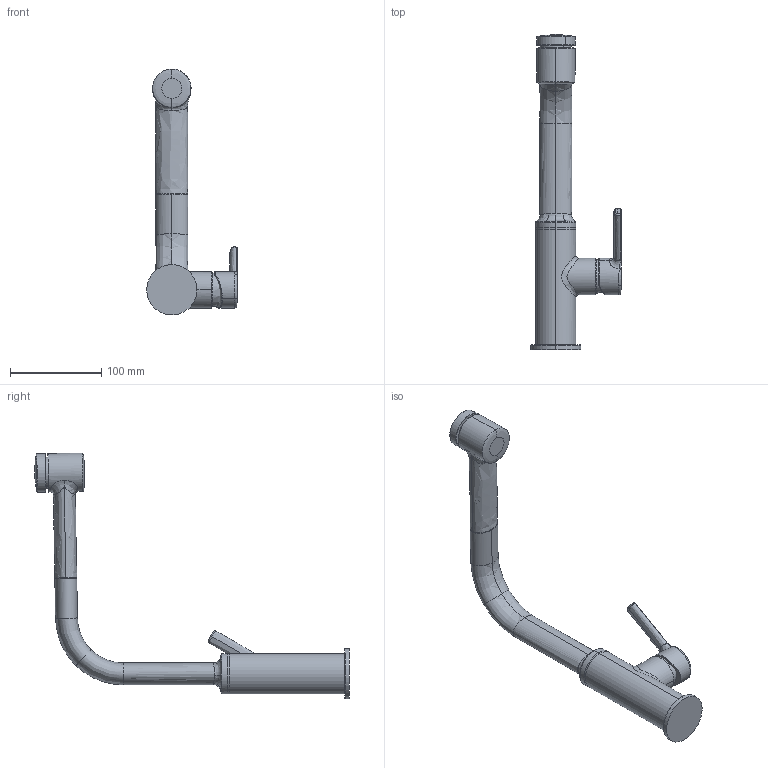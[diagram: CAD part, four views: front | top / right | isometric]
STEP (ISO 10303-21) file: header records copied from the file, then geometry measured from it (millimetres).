
FILE_DESCRIPTION (( 'STEP AP203' ), '1' );
FILE_NAME ('54912283.STEP', '2018-03-13T07:37:27', ( '' ), ( '' ), 'SwSTEP 2.0', 'SolidWorks 2016', '' );
FILE_SCHEMA (( 'CONFIG_CONTROL_DESIGN' ));
Length unit declared in the file: millimetre
Products named in the file (1): 54912283
Bounding box: 99.1 x 344.55 x 269.13 mm (x, y, z)
Volume: 599875.5 mm3; surface area: 86663.2 mm2
Topology: 6 solids, 6 shells, 117 faces, 264 edges, 160 vertices
Faces by surface type: bspline 70, cylinder 18, plane 13, torus 12, sphere 2, cone 2
Entity records: 9795 total; most frequent: CARTESIAN_POINT 7622, ORIENTED_EDGE 524, DIRECTION 288, EDGE_CURVE 262, VERTEX_POINT 160, B_SPLINE_CURVE_WITH_KNOTS 131, AXIS2_PLACEMENT_3D 127, EDGE_LOOP 120
